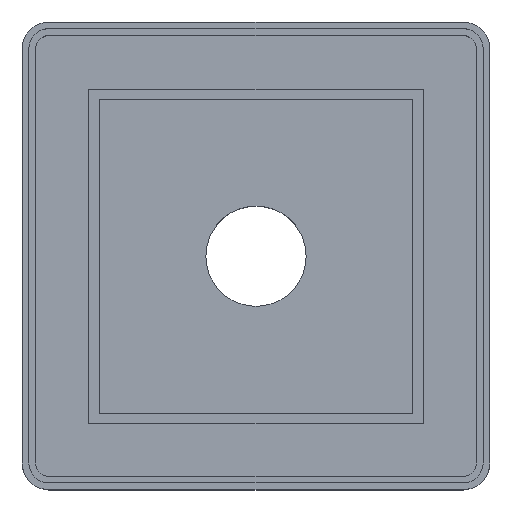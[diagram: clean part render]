
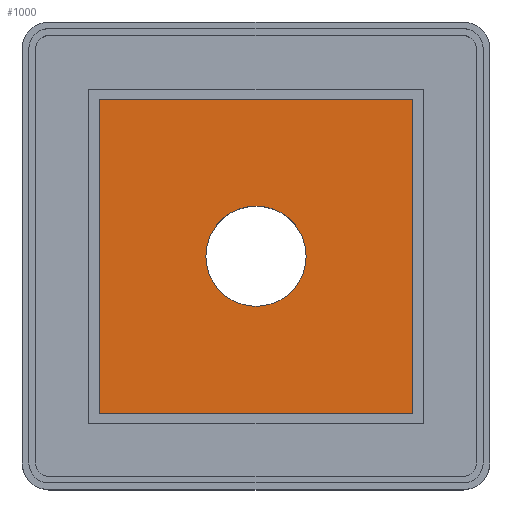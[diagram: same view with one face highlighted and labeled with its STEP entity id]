
A CAD part, top view. The second image highlights one B-rep face of the part: STEP entity #1000.
In plain terms, the highlighted planar face has unit normal (0, 0, 1).
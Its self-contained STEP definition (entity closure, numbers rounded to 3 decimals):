
#34=CIRCLE('',#1091,7.505);
#83=FACE_BOUND('',#178,.T.);
#114=FACE_OUTER_BOUND('',#177,.T.);
#177=EDGE_LOOP('',(#775,#776,#777,#778));
#178=EDGE_LOOP('',(#779));
#268=LINE('',#1599,#370);
#269=LINE('',#1601,#371);
#270=LINE('',#1603,#372);
#271=LINE('',#1604,#373);
#370=VECTOR('',#1292,10.);
#371=VECTOR('',#1293,10.);
#372=VECTOR('',#1294,10.);
#373=VECTOR('',#1295,10.);
#467=VERTEX_POINT('',#1593);
#468=VERTEX_POINT('',#1597);
#469=VERTEX_POINT('',#1598);
#470=VERTEX_POINT('',#1600);
#471=VERTEX_POINT('',#1602);
#580=EDGE_CURVE('',#467,#467,#34,.T.);
#582=EDGE_CURVE('',#468,#469,#268,.T.);
#583=EDGE_CURVE('',#469,#470,#269,.T.);
#584=EDGE_CURVE('',#470,#471,#270,.T.);
#585=EDGE_CURVE('',#471,#468,#271,.T.);
#775=ORIENTED_EDGE('',*,*,#582,.T.);
#776=ORIENTED_EDGE('',*,*,#583,.T.);
#777=ORIENTED_EDGE('',*,*,#584,.T.);
#778=ORIENTED_EDGE('',*,*,#585,.T.);
#779=ORIENTED_EDGE('',*,*,#580,.T.);
#955=PLANE('',#1092);
#1000=ADVANCED_FACE('',(#114,#83),#955,.T.);
#1091=AXIS2_PLACEMENT_3D('',#1594,#1287,#1288);
#1092=AXIS2_PLACEMENT_3D('',#1596,#1290,#1291);
#1287=DIRECTION('center_axis',(0.,0.,-1.));
#1288=DIRECTION('ref_axis',(1.,0.,0.));
#1290=DIRECTION('center_axis',(0.,0.,1.));
#1291=DIRECTION('ref_axis',(1.,0.,0.));
#1292=DIRECTION('',(0.,-1.,0.));
#1293=DIRECTION('',(1.,0.,0.));
#1294=DIRECTION('',(0.,1.,0.));
#1295=DIRECTION('',(-1.,0.,0.));
#1593=CARTESIAN_POINT('',(-7.505,0.,21.5));
#1594=CARTESIAN_POINT('Origin',(0.,0.,21.5));
#1596=CARTESIAN_POINT('Origin',(0.,0.,21.5));
#1597=CARTESIAN_POINT('',(-23.5,23.5,21.5));
#1598=CARTESIAN_POINT('',(-23.5,-23.5,21.5));
#1599=CARTESIAN_POINT('',(-23.5,-11.75,21.5));
#1600=CARTESIAN_POINT('',(23.5,-23.5,21.5));
#1601=CARTESIAN_POINT('',(11.75,-23.5,21.5));
#1602=CARTESIAN_POINT('',(23.5,23.5,21.5));
#1603=CARTESIAN_POINT('',(23.5,11.75,21.5));
#1604=CARTESIAN_POINT('',(-11.75,23.5,21.5));
